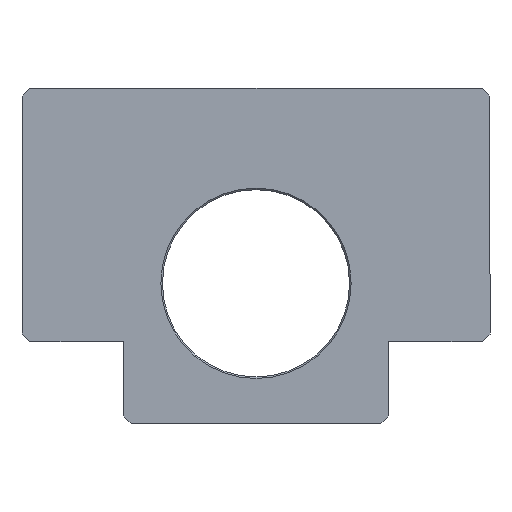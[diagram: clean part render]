
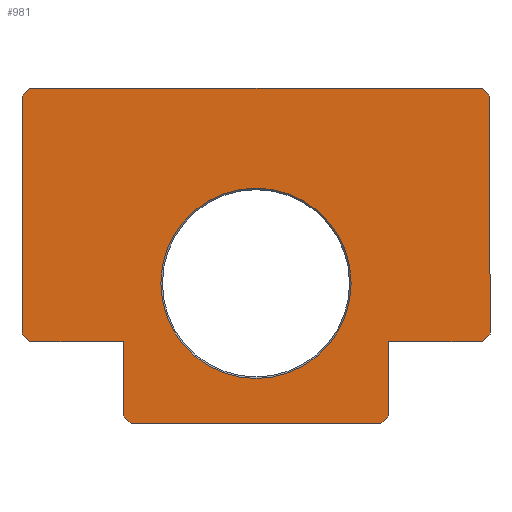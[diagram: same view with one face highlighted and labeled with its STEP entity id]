
A CAD part, left-side view. The second image highlights one B-rep face of the part: STEP entity #981.
In plain terms, the highlighted planar face has unit normal (-1, 0, 0).
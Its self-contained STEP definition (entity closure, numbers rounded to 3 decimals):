
#10 = EDGE_CURVE ( 'NONE', #988, #1055, #150, .T. ) ;
#11 = CARTESIAN_POINT ( 'NONE',  ( 5.751, -30., -34.179 ) ) ;
#16 = DIRECTION ( 'NONE',  ( 0., -0.707, -0.707 ) ) ;
#35 = ORIENTED_EDGE ( 'NONE', *, *, #1123, .T. ) ;
#38 = VERTEX_POINT ( 'NONE', #177 ) ;
#47 = ORIENTED_EDGE ( 'NONE', *, *, #10, .T. ) ;
#51 = AXIS2_PLACEMENT_3D ( 'NONE', #176, #621, #168 ) ;
#54 = LINE ( 'NONE', #115, #783 ) ;
#57 = VECTOR ( 'NONE', #90, 1000. ) ;
#61 = VERTEX_POINT ( 'NONE', #364 ) ;
#85 = ORIENTED_EDGE ( 'NONE', *, *, #343, .T. ) ;
#90 = DIRECTION ( 'NONE',  ( 0., -1., 0. ) ) ;
#93 = CARTESIAN_POINT ( 'NONE',  ( 5.751, 30., -3.679 ) ) ;
#101 = CARTESIAN_POINT ( 'NONE',  ( 5.751, 32.09, -32.09 ) ) ;
#115 = CARTESIAN_POINT ( 'NONE',  ( 5.751, 30.84, -30.84 ) ) ;
#139 = LINE ( 'NONE', #819, #974 ) ;
#147 = CARTESIAN_POINT ( 'NONE',  ( 5.751, -30., -3.679 ) ) ;
#149 = AXIS2_PLACEMENT_3D ( 'NONE', #979, #703, #1070 ) ;
#150 = LINE ( 'NONE', #820, #1012 ) ;
#155 = VERTEX_POINT ( 'NONE', #379 ) ;
#168 = DIRECTION ( 'NONE',  ( 0., 0., 1. ) ) ;
#176 = CARTESIAN_POINT ( 'NONE',  ( 5.751, 0., -27.679 ) ) ;
#177 = CARTESIAN_POINT ( 'NONE',  ( 5.751, 0., -15.479 ) ) ;
#184 = DIRECTION ( 'NONE',  ( 0., 0.707, -0.707 ) ) ;
#188 = EDGE_CURVE ( 'NONE', #1044, #724, #1095, .T. ) ;
#192 = DIRECTION ( 'NONE',  ( 0., 0.707, 0.707 ) ) ;
#198 = CARTESIAN_POINT ( 'NONE',  ( 5.751, -17., -45.679 ) ) ;
#214 = CARTESIAN_POINT ( 'NONE',  ( 5.751, 29., -2.679 ) ) ;
#226 = VECTOR ( 'NONE', #1086, 1000. ) ;
#229 = VECTOR ( 'NONE', #1036, 1000. ) ;
#236 = EDGE_CURVE ( 'NONE', #508, #38, #679, .T. ) ;
#256 = CARTESIAN_POINT ( 'NONE',  ( 5.751, -17., -35.179 ) ) ;
#261 = ORIENTED_EDGE ( 'NONE', *, *, #236, .T. ) ;
#267 = VECTOR ( 'NONE', #298, 1000. ) ;
#275 = DIRECTION ( 'NONE',  ( 0., -0.707, 0.707 ) ) ;
#285 = VECTOR ( 'NONE', #559, 1000. ) ;
#287 = ORIENTED_EDGE ( 'NONE', *, *, #1089, .T. ) ;
#296 = CARTESIAN_POINT ( 'NONE',  ( 5.751, 17., -45.679 ) ) ;
#298 = DIRECTION ( 'NONE',  ( 0., -1., 0. ) ) ;
#321 = ORIENTED_EDGE ( 'NONE', *, *, #413, .T. ) ;
#337 = CARTESIAN_POINT ( 'NONE',  ( 5.751, 16., -45.679 ) ) ;
#343 = EDGE_CURVE ( 'NONE', #61, #976, #921, .T. ) ;
#349 = EDGE_CURVE ( 'NONE', #429, #1147, #869, .T. ) ;
#350 = EDGE_LOOP ( 'NONE', ( #422, #261 ) ) ;
#351 = VERTEX_POINT ( 'NONE', #811 ) ;
#354 = DIRECTION ( 'NONE',  ( -1., 0., 0. ) ) ;
#364 = CARTESIAN_POINT ( 'NONE',  ( 5.751, -16., -45.679 ) ) ;
#368 = VECTOR ( 'NONE', #1088, 1000. ) ;
#375 = ORIENTED_EDGE ( 'NONE', *, *, #1087, .T. ) ;
#379 = CARTESIAN_POINT ( 'NONE',  ( 5.751, 17., -44.679 ) ) ;
#386 = VECTOR ( 'NONE', #1073, 1000. ) ;
#412 = CARTESIAN_POINT ( 'NONE',  ( 5.751, 0., -39.879 ) ) ;
#413 = EDGE_CURVE ( 'NONE', #724, #1168, #139, .T. ) ;
#422 = ORIENTED_EDGE ( 'NONE', *, *, #1162, .T. ) ;
#429 = VERTEX_POINT ( 'NONE', #542 ) ;
#433 = EDGE_CURVE ( 'NONE', #976, #554, #1063, .T. ) ;
#449 = EDGE_CURVE ( 'NONE', #991, #1044, #1039, .T. ) ;
#453 = CARTESIAN_POINT ( 'NONE',  ( 5.751, -30.84, -30.84 ) ) ;
#460 = LINE ( 'NONE', #296, #768 ) ;
#500 = CARTESIAN_POINT ( 'NONE',  ( 5.751, -17., -44.679 ) ) ;
#508 = VERTEX_POINT ( 'NONE', #412 ) ;
#542 = CARTESIAN_POINT ( 'NONE',  ( 5.751, 29., -35.179 ) ) ;
#554 = VERTEX_POINT ( 'NONE', #593 ) ;
#559 = DIRECTION ( 'NONE',  ( 0., 0., 1. ) ) ;
#593 = CARTESIAN_POINT ( 'NONE',  ( 5.751, -17., -35.179 ) ) ;
#596 = CARTESIAN_POINT ( 'NONE',  ( 5.751, 0., 0. ) ) ;
#610 = CARTESIAN_POINT ( 'NONE',  ( 5.751, 17., -35.179 ) ) ;
#611 = CARTESIAN_POINT ( 'NONE',  ( 5.751, 30., -35.179 ) ) ;
#621 = DIRECTION ( 'NONE',  ( 1., 0., 0. ) ) ;
#628 = CARTESIAN_POINT ( 'NONE',  ( 5.751, -29., -2.679 ) ) ;
#638 = ORIENTED_EDGE ( 'NONE', *, *, #1169, .T. ) ;
#645 = LINE ( 'NONE', #969, #386 ) ;
#648 = CARTESIAN_POINT ( 'NONE',  ( 5.751, -13.16, 13.16 ) ) ;
#654 = EDGE_LOOP ( 'NONE', ( #723, #321, #861, #287, #1068, #375, #35, #1172, #85, #760, #638, #47, #1115, #683 ) ) ;
#665 = VECTOR ( 'NONE', #192, 1000. ) ;
#676 = FACE_BOUND ( 'NONE', #350, .T. ) ;
#679 = CIRCLE ( 'NONE', #149, 12.2 ) ;
#683 = ORIENTED_EDGE ( 'NONE', *, *, #449, .T. ) ;
#699 = CARTESIAN_POINT ( 'NONE',  ( 5.751, -29., -35.179 ) ) ;
#703 = DIRECTION ( 'NONE',  ( 1., 0., 0. ) ) ;
#709 = FACE_OUTER_BOUND ( 'NONE', #654, .T. ) ;
#723 = ORIENTED_EDGE ( 'NONE', *, *, #188, .T. ) ;
#724 = VERTEX_POINT ( 'NONE', #214 ) ;
#749 = DIRECTION ( 'NONE',  ( 0., -0.707, -0.707 ) ) ;
#753 = LINE ( 'NONE', #256, #226 ) ;
#760 = ORIENTED_EDGE ( 'NONE', *, *, #433, .T. ) ;
#768 = VECTOR ( 'NONE', #942, 1000. ) ;
#783 = VECTOR ( 'NONE', #16, 1000. ) ;
#794 = VECTOR ( 'NONE', #749, 1000. ) ;
#803 = DIRECTION ( 'NONE',  ( 0., 0., -1. ) ) ;
#807 = LINE ( 'NONE', #101, #794 ) ;
#811 = CARTESIAN_POINT ( 'NONE',  ( 5.751, 30., -34.179 ) ) ;
#819 = CARTESIAN_POINT ( 'NONE',  ( 5.751, 13.16, 13.16 ) ) ;
#820 = CARTESIAN_POINT ( 'NONE',  ( 5.751, -32.09, -32.09 ) ) ;
#828 = CARTESIAN_POINT ( 'NONE',  ( 5.751, 17., -45.679 ) ) ;
#832 = CARTESIAN_POINT ( 'NONE',  ( 5.751, 17., -35.179 ) ) ;
#861 = ORIENTED_EDGE ( 'NONE', *, *, #1001, .T. ) ;
#869 = LINE ( 'NONE', #832, #57 ) ;
#892 = DIRECTION ( 'NONE',  ( 0., 0., 1. ) ) ;
#921 = LINE ( 'NONE', #453, #368 ) ;
#942 = DIRECTION ( 'NONE',  ( 0., 0., -1. ) ) ;
#957 = EDGE_CURVE ( 'NONE', #1014, #61, #961, .T. ) ;
#960 = LINE ( 'NONE', #611, #1049 ) ;
#961 = LINE ( 'NONE', #828, #267 ) ;
#969 = CARTESIAN_POINT ( 'NONE',  ( 5.751, -30., -35.179 ) ) ;
#974 = VECTOR ( 'NONE', #184, 1000. ) ;
#976 = VERTEX_POINT ( 'NONE', #500 ) ;
#978 = EDGE_CURVE ( 'NONE', #1055, #991, #645, .T. ) ;
#979 = CARTESIAN_POINT ( 'NONE',  ( 5.751, 0., -27.679 ) ) ;
#981 = ADVANCED_FACE ( 'NONE', ( #676, #709 ), #987, .T. ) ;
#983 = CIRCLE ( 'NONE', #51, 12.2 ) ;
#987 = PLANE ( 'NONE',  #1151 ) ;
#988 = VERTEX_POINT ( 'NONE', #699 ) ;
#991 = VERTEX_POINT ( 'NONE', #147 ) ;
#1001 = EDGE_CURVE ( 'NONE', #1168, #351, #960, .T. ) ;
#1012 = VECTOR ( 'NONE', #275, 1000. ) ;
#1014 = VERTEX_POINT ( 'NONE', #337 ) ;
#1036 = DIRECTION ( 'NONE',  ( 0., 1., 0. ) ) ;
#1039 = LINE ( 'NONE', #648, #665 ) ;
#1044 = VERTEX_POINT ( 'NONE', #628 ) ;
#1049 = VECTOR ( 'NONE', #803, 1000. ) ;
#1055 = VERTEX_POINT ( 'NONE', #11 ) ;
#1063 = LINE ( 'NONE', #198, #285 ) ;
#1068 = ORIENTED_EDGE ( 'NONE', *, *, #349, .T. ) ;
#1070 = DIRECTION ( 'NONE',  ( 0., 0., 1. ) ) ;
#1073 = DIRECTION ( 'NONE',  ( 0., 0., 1. ) ) ;
#1086 = DIRECTION ( 'NONE',  ( 0., -1., 0. ) ) ;
#1087 = EDGE_CURVE ( 'NONE', #1147, #155, #460, .T. ) ;
#1088 = DIRECTION ( 'NONE',  ( 0., -0.707, 0.707 ) ) ;
#1089 = EDGE_CURVE ( 'NONE', #351, #429, #807, .T. ) ;
#1095 = LINE ( 'NONE', #1127, #229 ) ;
#1115 = ORIENTED_EDGE ( 'NONE', *, *, #978, .T. ) ;
#1123 = EDGE_CURVE ( 'NONE', #155, #1014, #54, .T. ) ;
#1127 = CARTESIAN_POINT ( 'NONE',  ( 5.751, 30., -2.679 ) ) ;
#1147 = VERTEX_POINT ( 'NONE', #610 ) ;
#1151 = AXIS2_PLACEMENT_3D ( 'NONE', #596, #354, #892 ) ;
#1162 = EDGE_CURVE ( 'NONE', #38, #508, #983, .T. ) ;
#1168 = VERTEX_POINT ( 'NONE', #93 ) ;
#1169 = EDGE_CURVE ( 'NONE', #554, #988, #753, .T. ) ;
#1172 = ORIENTED_EDGE ( 'NONE', *, *, #957, .T. ) ;
